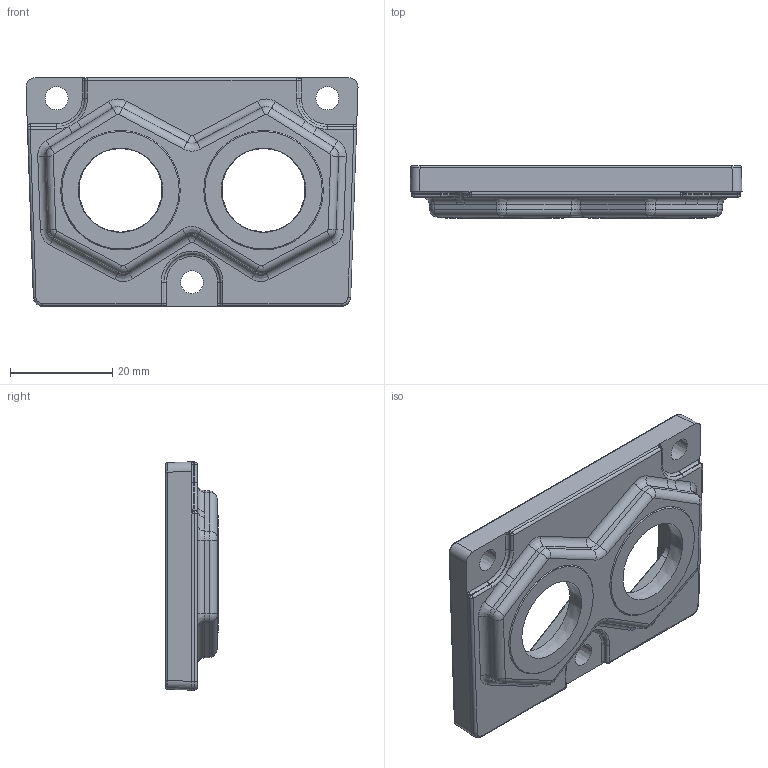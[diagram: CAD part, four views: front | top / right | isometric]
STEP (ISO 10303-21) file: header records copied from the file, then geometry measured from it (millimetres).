
FILE_DESCRIPTION(/* description */ (''),/* implementation_level */ '2;1');
FILE_NAME(/* name */ 'AGA45.12.stp',/* time_stamp */ '2022-02-15T07:21:07+01:00',/* author */ (''),/* organization */ (''),/* preprocessor_version */ 'ST-DEVELOPER v16.7',/* originating_system */ 'SIEMENS PLM Software NX 12.0',/* authorisation */ '');
FILE_SCHEMA (('AUTOMOTIVE_DESIGN { 1 0 10303 214 3 1 1 1 }'));
Length unit declared in the file: millimetre
Products named in the file (1): ront60F0CC7Fbzx1
Bounding box: 64.99 x 10.2 x 44.7 mm (x, y, z)
Volume: 12334.3 mm3; surface area: 9984.7 mm2
Topology: 2 solids, 2 shells, 469 faces, 1073 edges, 596 vertices
Faces by surface type: cylinder 157, torus 94, plane 83, cone 65, bspline 64, sphere 6
Entity records: 13825 total; most frequent: CARTESIAN_POINT 3343, DIRECTION 2399, ORIENTED_EDGE 2096, EDGE_CURVE 1048, AXIS2_PLACEMENT_3D 993, VERTEX_POINT 594, EDGE_LOOP 492, CIRCLE 491
